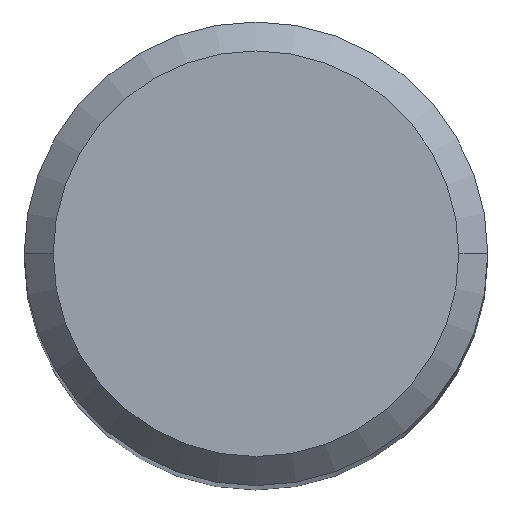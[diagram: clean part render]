
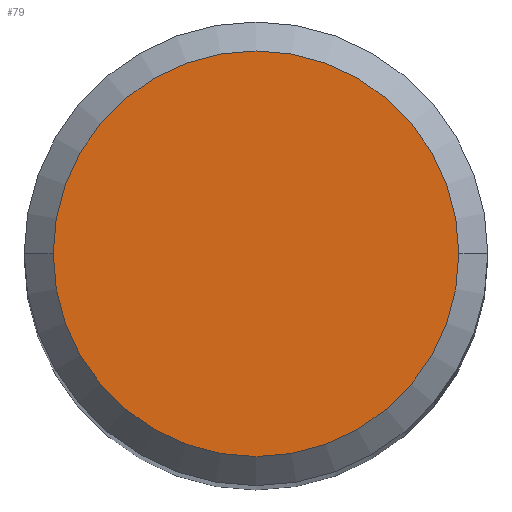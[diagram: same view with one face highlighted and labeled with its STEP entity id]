
A CAD part, top view. The second image highlights one B-rep face of the part: STEP entity #79.
In plain terms, the highlighted planar face has unit normal (0, 0, 1).
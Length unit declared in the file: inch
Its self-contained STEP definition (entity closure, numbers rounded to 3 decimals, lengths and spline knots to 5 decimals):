
#3 = DIRECTION ( 'NONE',  ( 0., 0., -1. ) ) ;
#14 = DIRECTION ( 'NONE',  ( 1., 0., 0. ) ) ;
#15 = EDGE_CURVE ( 'NONE', #290, #20, #51, .T. ) ;
#20 = VERTEX_POINT ( 'NONE', #423 ) ;
#51 = CIRCLE ( 'NONE', #101, 0.21875 ) ;
#75 = PLANE ( 'NONE',  #356 ) ;
#79 = ADVANCED_FACE ( 'NONE', ( #426 ), #75, .F. ) ;
#101 = AXIS2_PLACEMENT_3D ( 'NONE', #288, #283, #149 ) ;
#113 = DIRECTION ( 'NONE',  ( -1., 0., 0. ) ) ;
#120 = EDGE_CURVE ( 'NONE', #20, #290, #293, .T. ) ;
#136 = AXIS2_PLACEMENT_3D ( 'NONE', #299, #157, #14 ) ;
#149 = DIRECTION ( 'NONE',  ( 1., 0., 0. ) ) ;
#157 = DIRECTION ( 'NONE',  ( 0., 0., 1. ) ) ;
#169 = ORIENTED_EDGE ( 'NONE', *, *, #15, .T. ) ;
#283 = DIRECTION ( 'NONE',  ( 0., 0., 1. ) ) ;
#288 = CARTESIAN_POINT ( 'NONE',  ( 0., 0., 0. ) ) ;
#290 = VERTEX_POINT ( 'NONE', #340 ) ;
#293 = CIRCLE ( 'NONE', #136, 0.21875 ) ;
#299 = CARTESIAN_POINT ( 'NONE',  ( 0., 0., 0. ) ) ;
#321 = ORIENTED_EDGE ( 'NONE', *, *, #120, .T. ) ;
#323 = CARTESIAN_POINT ( 'NONE',  ( 0., 0., 0. ) ) ;
#340 = CARTESIAN_POINT ( 'NONE',  ( 0.21875, 0., 0. ) ) ;
#356 = AXIS2_PLACEMENT_3D ( 'NONE', #323, #3, #113 ) ;
#415 = EDGE_LOOP ( 'NONE', ( #321, #169 ) ) ;
#423 = CARTESIAN_POINT ( 'NONE',  ( -0.21875, 0., 0. ) ) ;
#426 = FACE_OUTER_BOUND ( 'NONE', #415, .T. ) ;
